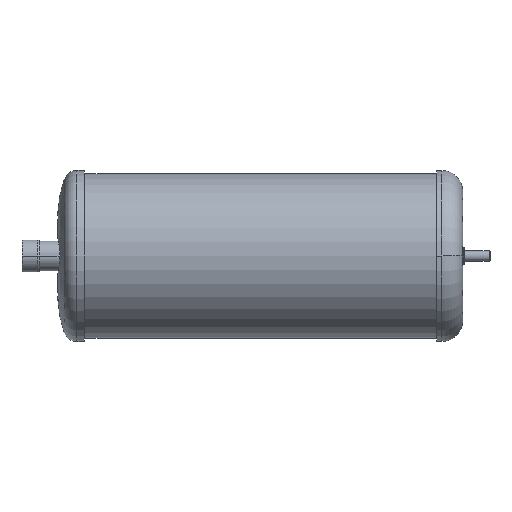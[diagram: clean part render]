
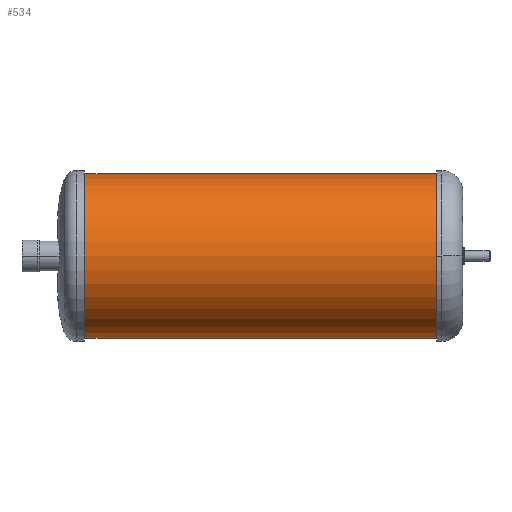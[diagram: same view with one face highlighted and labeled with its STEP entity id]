
A CAD part, left-side view. The second image highlights one B-rep face of the part: STEP entity #534.
In plain terms, the highlighted cylindrical face has radius 79.5 mm (diameter 159 mm), a partial arc.
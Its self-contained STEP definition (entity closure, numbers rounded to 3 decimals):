
#422=CARTESIAN_POINT('',(0.,20.,0.));
#423=DIRECTION('',(0.,-1.,0.));
#424=DIRECTION('',(0.,0.,1.));
#425=AXIS2_PLACEMENT_3D('',#422,#423,#424);
#437=DIRECTION('',(0.,-1.,0.));
#438=VECTOR('',#437,352.);
#439=CARTESIAN_POINT('',(0.,372.,79.5));
#440=LINE('',#439,#438);
#441=DIRECTION('',(0.,-1.,0.));
#442=VECTOR('',#441,352.);
#443=CARTESIAN_POINT('',(0.,372.,-79.5));
#444=LINE('',#443,#442);
#450=CARTESIAN_POINT('',(0.,372.,0.));
#451=DIRECTION('',(0.,1.,0.));
#452=DIRECTION('',(0.,0.,-1.));
#453=AXIS2_PLACEMENT_3D('',#450,#451,#452);
#481=CARTESIAN_POINT('',(0.,372.,-79.5));
#482=CARTESIAN_POINT('',(0.,20.,-79.5));
#483=VERTEX_POINT('',#481);
#484=VERTEX_POINT('',#482);
#485=CARTESIAN_POINT('',(0.,20.,79.5));
#486=VERTEX_POINT('',#485);
#487=CARTESIAN_POINT('',(0.,372.,79.5));
#488=VERTEX_POINT('',#487);
#522=CARTESIAN_POINT('',(0.,390.,0.));
#523=DIRECTION('',(0.,1.,0.));
#524=DIRECTION('',(0.,0.,1.));
#525=AXIS2_PLACEMENT_3D('',#522,#523,#524);
#526=CYLINDRICAL_SURFACE('',#525,79.5);
#527=ORIENTED_EDGE('',*,*,#517,.F.);
#529=ORIENTED_EDGE('',*,*,#528,.T.);
#530=ORIENTED_EDGE('',*,*,#513,.T.);
#531=ORIENTED_EDGE('',*,*,#496,.T.);
#532=EDGE_LOOP('',(#527,#529,#530,#531));
#533=FACE_OUTER_BOUND('',#532,.F.);
#534=ADVANCED_FACE('',(#533),#526,.T.);
#426=CIRCLE('',#425,79.5);
#454=CIRCLE('',#453,79.5);
#496=EDGE_CURVE('',#486,#484,#426,.T.);
#513=EDGE_CURVE('',#488,#486,#440,.T.);
#517=EDGE_CURVE('',#483,#484,#444,.T.);
#528=EDGE_CURVE('',#483,#488,#454,.T.);
